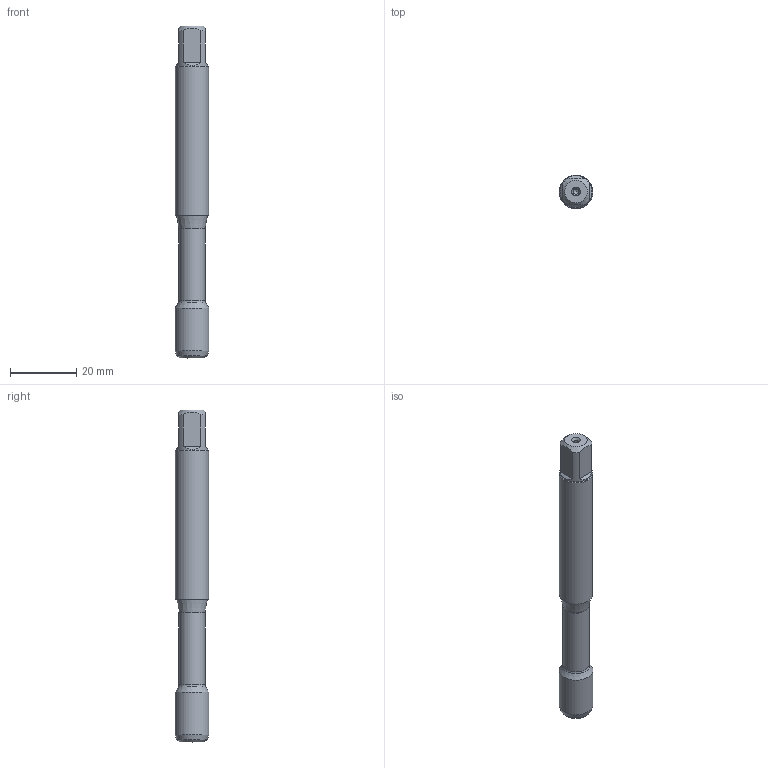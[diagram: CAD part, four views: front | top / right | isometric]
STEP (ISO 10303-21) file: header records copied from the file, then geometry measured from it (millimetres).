
FILE_DESCRIPTION(/* description */ (''),/* implementation_level */ '2;1');
FILE_NAME(/* name */ 'TOOL.STP',/* time_stamp */ '2024-06-11T08:00:04+02:00',/* author */ (''),/* organization */ ('SMS'),/* preprocessor_version */ 'ST-DEVELOPER v16.7',/* originating_system */ 'SIEMENS PLM Software NX 12.0',/* authorisation */ '');
FILE_SCHEMA (('AUTOMOTIVE_DESIGN { 1 0 10303 214 3 1 1 1 }'));
Length unit declared in the file: millimetre
Products named in the file (1): Tool
Bounding box: 10.18 x 10.18 x 100 mm (x, y, z)
Volume: 6868.7 mm3; surface area: 3262 mm2
Topology: 2 solids, 2 shells, 31 faces, 72 edges, 49 vertices
Faces by surface type: plane 13, cone 10, cylinder 6, torus 2
Full cylindrical faces by diameter (mm): 1.6 x2, 7.881 x1, 9.6 x1, 10 x1, 10.184 x1
Entity records: 837 total; most frequent: CARTESIAN_POINT 168, DIRECTION 138, ORIENTED_EDGE 88, AXIS2_PLACEMENT_3D 63, EDGE_LOOP 50, EDGE_CURVE 44, FACE_BOUND 42, VERTEX_POINT 38
